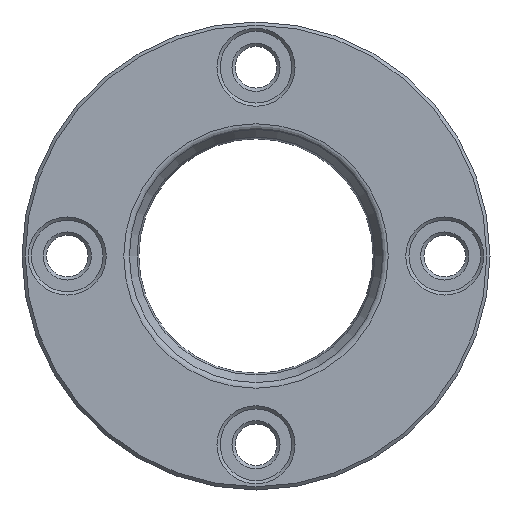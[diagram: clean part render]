
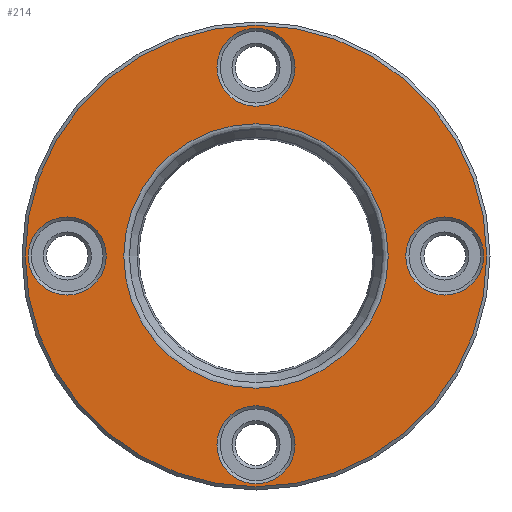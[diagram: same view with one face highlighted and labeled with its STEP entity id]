
A CAD part, front view. The second image highlights one B-rep face of the part: STEP entity #214.
In plain terms, the highlighted planar face has unit normal (0, -1, 0).
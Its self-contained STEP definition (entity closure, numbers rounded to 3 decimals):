
#8 = PLANE ( 'NONE',  #488 ) ;
#29 = CIRCLE ( 'NONE', #520, 35.45 ) ;
#34 = DIRECTION ( 'NONE',  ( 0., 0., -1. ) ) ;
#42 = ORIENTED_EDGE ( 'NONE', *, *, #404, .F. ) ;
#66 = CARTESIAN_POINT ( 'NONE',  ( 0., 0., 0. ) ) ;
#67 = FACE_BOUND ( 'NONE', #625, .T. ) ;
#73 = DIRECTION ( 'NONE',  ( 0., -1., 0. ) ) ;
#79 = FACE_BOUND ( 'NONE', #449, .T. ) ;
#80 = EDGE_LOOP ( 'NONE', ( #538 ) ) ;
#85 = AXIS2_PLACEMENT_3D ( 'NONE', #486, #103, #34 ) ;
#93 = DIRECTION ( 'NONE',  ( 0., -1., 0. ) ) ;
#98 = ORIENTED_EDGE ( 'NONE', *, *, #238, .F. ) ;
#103 = DIRECTION ( 'NONE',  ( 0., -1., 0. ) ) ;
#115 = CARTESIAN_POINT ( 'NONE',  ( 29., 0., -6. ) ) ;
#173 = DIRECTION ( 'NONE',  ( 0., 0., -1. ) ) ;
#191 = DIRECTION ( 'NONE',  ( 0., 0., -1. ) ) ;
#214 = ADVANCED_FACE ( 'NONE', ( #415, #79, #608, #67, #477, #540 ), #8, .T. ) ;
#227 = EDGE_LOOP ( 'NONE', ( #285 ) ) ;
#236 = AXIS2_PLACEMENT_3D ( 'NONE', #662, #549, #191 ) ;
#238 = EDGE_CURVE ( 'NONE', #584, #584, #442, .T. ) ;
#272 = CARTESIAN_POINT ( 'NONE',  ( 0., 0., 23. ) ) ;
#285 = ORIENTED_EDGE ( 'NONE', *, *, #750, .F. ) ;
#385 = CARTESIAN_POINT ( 'NONE',  ( 29., 0., 0. ) ) ;
#393 = CARTESIAN_POINT ( 'NONE',  ( -29., 0., -6. ) ) ;
#404 = EDGE_CURVE ( 'NONE', #786, #786, #533, .T. ) ;
#412 = DIRECTION ( 'NONE',  ( 0., 0., -1. ) ) ;
#415 = FACE_BOUND ( 'NONE', #620, .T. ) ;
#442 = CIRCLE ( 'NONE', #503, 6. ) ;
#449 = EDGE_LOOP ( 'NONE', ( #98 ) ) ;
#466 = CARTESIAN_POINT ( 'NONE',  ( 0., 0., -29. ) ) ;
#468 = VERTEX_POINT ( 'NONE', #792 ) ;
#476 = DIRECTION ( 'NONE',  ( 0., -1., 0. ) ) ;
#477 = FACE_OUTER_BOUND ( 'NONE', #80, .T. ) ;
#486 = CARTESIAN_POINT ( 'NONE',  ( 0., 0., 29. ) ) ;
#488 = AXIS2_PLACEMENT_3D ( 'NONE', #866, #537, #412 ) ;
#503 = AXIS2_PLACEMENT_3D ( 'NONE', #466, #73, #736 ) ;
#520 = AXIS2_PLACEMENT_3D ( 'NONE', #66, #476, #794 ) ;
#533 = CIRCLE ( 'NONE', #590, 6. ) ;
#537 = DIRECTION ( 'NONE',  ( 0., -1., 0. ) ) ;
#538 = ORIENTED_EDGE ( 'NONE', *, *, #639, .T. ) ;
#540 = FACE_BOUND ( 'NONE', #227, .T. ) ;
#549 = DIRECTION ( 'NONE',  ( 0., -1., 0. ) ) ;
#560 = CIRCLE ( 'NONE', #85, 6. ) ;
#575 = CIRCLE ( 'NONE', #795, 6. ) ;
#579 = EDGE_LOOP ( 'NONE', ( #835 ) ) ;
#584 = VERTEX_POINT ( 'NONE', #841 ) ;
#590 = AXIS2_PLACEMENT_3D ( 'NONE', #385, #707, #173 ) ;
#608 = FACE_BOUND ( 'NONE', #579, .T. ) ;
#617 = CIRCLE ( 'NONE', #236, 20.309 ) ;
#620 = EDGE_LOOP ( 'NONE', ( #42 ) ) ;
#625 = EDGE_LOOP ( 'NONE', ( #778 ) ) ;
#639 = EDGE_CURVE ( 'NONE', #776, #776, #29, .T. ) ;
#646 = CARTESIAN_POINT ( 'NONE',  ( 0., 0., -35.45 ) ) ;
#662 = CARTESIAN_POINT ( 'NONE',  ( 0., 0., 0. ) ) ;
#707 = DIRECTION ( 'NONE',  ( 0., -1., 0. ) ) ;
#736 = DIRECTION ( 'NONE',  ( 0., 0., -1. ) ) ;
#738 = VERTEX_POINT ( 'NONE', #272 ) ;
#749 = DIRECTION ( 'NONE',  ( 0., 0., -1. ) ) ;
#750 = EDGE_CURVE ( 'NONE', #468, #468, #617, .T. ) ;
#776 = VERTEX_POINT ( 'NONE', #646 ) ;
#778 = ORIENTED_EDGE ( 'NONE', *, *, #821, .F. ) ;
#786 = VERTEX_POINT ( 'NONE', #115 ) ;
#792 = CARTESIAN_POINT ( 'NONE',  ( 0., 0., -20.309 ) ) ;
#794 = DIRECTION ( 'NONE',  ( 0., 0., -1. ) ) ;
#795 = AXIS2_PLACEMENT_3D ( 'NONE', #827, #93, #749 ) ;
#821 = EDGE_CURVE ( 'NONE', #738, #738, #560, .T. ) ;
#827 = CARTESIAN_POINT ( 'NONE',  ( -29., 0., 0. ) ) ;
#835 = ORIENTED_EDGE ( 'NONE', *, *, #851, .F. ) ;
#841 = CARTESIAN_POINT ( 'NONE',  ( 0., 0., -35. ) ) ;
#851 = EDGE_CURVE ( 'NONE', #859, #859, #575, .T. ) ;
#859 = VERTEX_POINT ( 'NONE', #393 ) ;
#866 = CARTESIAN_POINT ( 'NONE',  ( 20.309, 0., 0. ) ) ;
